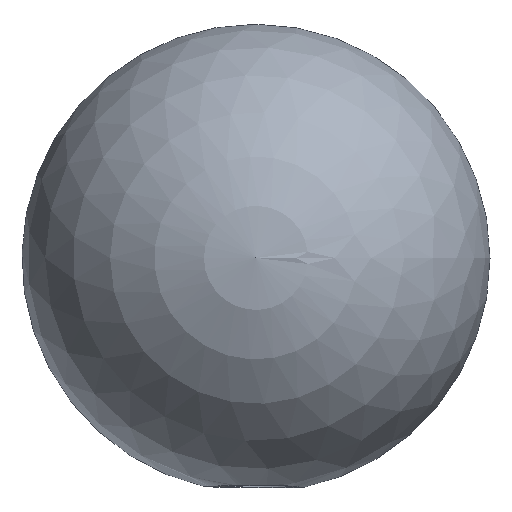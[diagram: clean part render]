
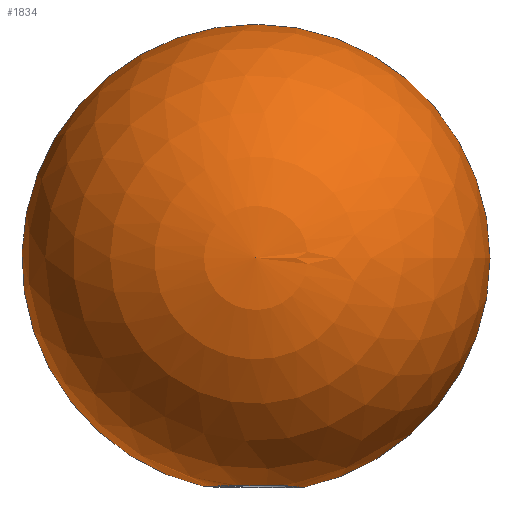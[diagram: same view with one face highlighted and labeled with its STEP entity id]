
A CAD part, top view. The second image highlights one B-rep face of the part: STEP entity #1834.
In plain terms, the highlighted spherical face has radius 15 mm.
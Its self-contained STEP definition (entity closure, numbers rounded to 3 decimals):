
#2 = EDGE_CURVE ( 'NONE', #1828, #1868, #1416, .T. ) ;
#20 = B_SPLINE_CURVE_WITH_KNOTS ( 'NONE', 3,
 ( #630, #2352, #1722, #2527, #1483, #2542, #1304, #680 ),
 .UNSPECIFIED., .F., .F.,
 ( 4, 2, 2, 4 ),
 ( 0., 0.001, 0.002, 0.003 ),
 .UNSPECIFIED. ) ;
#181 = CARTESIAN_POINT ( 'NONE',  ( -1.732, -14.581, 3.085 ) ) ;
#194 = CARTESIAN_POINT ( 'NONE',  ( 2.488, -14.628, 2.204 ) ) ;
#252 = CARTESIAN_POINT ( 'NONE',  ( -1.436, -14.576, 3.237 ) ) ;
#280 = ORIENTED_EDGE ( 'NONE', *, *, #2071, .F. ) ;
#283 = CARTESIAN_POINT ( 'NONE',  ( -3.315, -14.629, 0. ) ) ;
#368 = CARTESIAN_POINT ( 'NONE',  ( -3.15, -14.611, 1.303 ) ) ;
#374 = CARTESIAN_POINT ( 'NONE',  ( 3., -14.697, 0. ) ) ;
#380 = VERTEX_POINT ( 'NONE', #1571 ) ;
#393 = CARTESIAN_POINT ( 'NONE',  ( 2.578, -14.633, 2.063 ) ) ;
#506 = ORIENTED_EDGE ( 'NONE', *, *, #2, .F. ) ;
#519 = ORIENTED_EDGE ( 'NONE', *, *, #977, .T. ) ;
#585 = CARTESIAN_POINT ( 'NONE',  ( -3.334, -14.625, 0.328 ) ) ;
#610 = CARTESIAN_POINT ( 'NONE',  ( 1.419, -14.582, 3.224 ) ) ;
#622 = CARTESIAN_POINT ( 'NONE',  ( 3., -14.697, 0. ) ) ;
#630 = CARTESIAN_POINT ( 'NONE',  ( 1.274, -14.576, 3.304 ) ) ;
#680 = CARTESIAN_POINT ( 'NONE',  ( -1.436, -14.576, 3.237 ) ) ;
#701 = ORIENTED_EDGE ( 'NONE', *, *, #1318, .F. ) ;
#829 = ORIENTED_EDGE ( 'NONE', *, *, #2535, .F. ) ;
#923 = B_SPLINE_CURVE_WITH_KNOTS ( 'NONE', 3,
 ( #2211, #181, #2464, #2024, #1590, #2661, #2673, #2476, #368, #1811, #585, #1212 ),
 .UNSPECIFIED., .F., .F.,
 ( 4, 2, 2, 2, 2, 4 ),
 ( 0., 0.001, 0.001, 0.002, 0.003, 0.004 ),
 .UNSPECIFIED. ) ;
#977 = EDGE_CURVE ( 'NONE', #1828, #380, #2331, .T. ) ;
#1002 = CARTESIAN_POINT ( 'NONE',  ( 0., 0., 0. ) ) ;
#1014 = DIRECTION ( 'NONE',  ( -1., 0., 0. ) ) ;
#1017 = CARTESIAN_POINT ( 'NONE',  ( 2.29, -14.618, 2.468 ) ) ;
#1027 = CARTESIAN_POINT ( 'NONE',  ( 2.907, -14.658, 1.31 ) ) ;
#1052 = CARTESIAN_POINT ( 'NONE',  ( 2.734, -14.643, 1.771 ) ) ;
#1083 = VERTEX_POINT ( 'NONE', #283 ) ;
#1169 = VERTEX_POINT ( 'NONE', #252 ) ;
#1212 = CARTESIAN_POINT ( 'NONE',  ( -3.315, -14.629, 0. ) ) ;
#1231 = FACE_OUTER_BOUND ( 'NONE', #1414, .T. ) ;
#1246 = CARTESIAN_POINT ( 'NONE',  ( 1.823, -14.598, 2.935 ) ) ;
#1304 = CARTESIAN_POINT ( 'NONE',  ( -1.223, -14.576, 3.332 ) ) ;
#1318 = EDGE_CURVE ( 'NONE', #1083, #380, #2470, .T. ) ;
#1333 = AXIS2_PLACEMENT_3D ( 'NONE', #2057, #2045, #2653 ) ;
#1414 = EDGE_LOOP ( 'NONE', ( #701, #280, #829, #506, #519 ) ) ;
#1416 = B_SPLINE_CURVE_WITH_KNOTS ( 'NONE', 3,
 ( #622, #1428, #1661, #1880, #1027, #2256, #1052, #393, #194, #1017, #2485, #1454, #1246, #1674, #610, #1478 ),
 .UNSPECIFIED., .F., .F.,
 ( 4, 2, 2, 2, 2, 2, 2, 4 ),
 ( 0., 0.001, 0.001, 0.002, 0.002, 0.003, 0.003, 0.004 ),
 .UNSPECIFIED. ) ;
#1428 = CARTESIAN_POINT ( 'NONE',  ( 3.045, -14.688, 0.33 ) ) ;
#1454 = CARTESIAN_POINT ( 'NONE',  ( 1.949, -14.603, 2.825 ) ) ;
#1460 = CARTESIAN_POINT ( 'NONE',  ( 1.274, -14.576, 3.304 ) ) ;
#1478 = CARTESIAN_POINT ( 'NONE',  ( 1.274, -14.576, 3.304 ) ) ;
#1483 = CARTESIAN_POINT ( 'NONE',  ( -0.549, -14.576, 3.506 ) ) ;
#1525 = DIRECTION ( 'NONE',  ( 0., 0., 1. ) ) ;
#1571 = CARTESIAN_POINT ( 'NONE',  ( 0., 15., 0. ) ) ;
#1590 = CARTESIAN_POINT ( 'NONE',  ( -2.477, -14.594, 2.434 ) ) ;
#1606 = CARTESIAN_POINT ( 'NONE',  ( 0., 0., 0. ) ) ;
#1661 = CARTESIAN_POINT ( 'NONE',  ( 3.037, -14.678, 0.659 ) ) ;
#1674 = CARTESIAN_POINT ( 'NONE',  ( 1.558, -14.587, 3.134 ) ) ;
#1722 = CARTESIAN_POINT ( 'NONE',  ( 0.376, -14.576, 3.552 ) ) ;
#1811 = CARTESIAN_POINT ( 'NONE',  ( -3.304, -14.62, 0.664 ) ) ;
#1828 = VERTEX_POINT ( 'NONE', #374 ) ;
#1834 = ADVANCED_FACE ( 'NONE', ( #1231 ), #2666, .T. ) ;
#1868 = VERTEX_POINT ( 'NONE', #1460 ) ;
#1880 = CARTESIAN_POINT ( 'NONE',  ( 2.949, -14.663, 1.149 ) ) ;
#2024 = CARTESIAN_POINT ( 'NONE',  ( -2.363, -14.591, 2.556 ) ) ;
#2045 = DIRECTION ( 'NONE',  ( 0., 0., -1. ) ) ;
#2057 = CARTESIAN_POINT ( 'NONE',  ( 0., 0., 0. ) ) ;
#2071 = EDGE_CURVE ( 'NONE', #1169, #1083, #923, .T. ) ;
#2072 = DIRECTION ( 'NONE',  ( 0., 0., -1. ) ) ;
#2211 = CARTESIAN_POINT ( 'NONE',  ( -1.436, -14.576, 3.237 ) ) ;
#2256 = CARTESIAN_POINT ( 'NONE',  ( 2.799, -14.648, 1.62 ) ) ;
#2292 = AXIS2_PLACEMENT_3D ( 'NONE', #1002, #2072, #1014 ) ;
#2331 = CIRCLE ( 'NONE', #2507, 15. ) ;
#2350 = DIRECTION ( 'NONE',  ( 1., 0., 0. ) ) ;
#2352 = CARTESIAN_POINT ( 'NONE',  ( 0.839, -14.576, 3.472 ) ) ;
#2464 = CARTESIAN_POINT ( 'NONE',  ( -2.001, -14.585, 2.896 ) ) ;
#2470 = CIRCLE ( 'NONE', #2292, 15. ) ;
#2476 = CARTESIAN_POINT ( 'NONE',  ( -3.024, -14.607, 1.616 ) ) ;
#2485 = CARTESIAN_POINT ( 'NONE',  ( 2.182, -14.613, 2.592 ) ) ;
#2507 = AXIS2_PLACEMENT_3D ( 'NONE', #1606, #1525, #2350 ) ;
#2527 = CARTESIAN_POINT ( 'NONE',  ( -0.32, -14.576, 3.534 ) ) ;
#2535 = EDGE_CURVE ( 'NONE', #1868, #1169, #20, .T. ) ;
#2542 = CARTESIAN_POINT ( 'NONE',  ( -1.001, -14.576, 3.405 ) ) ;
#2653 = DIRECTION ( 'NONE',  ( 1., 0., 0. ) ) ;
#2661 = CARTESIAN_POINT ( 'NONE',  ( -2.682, -14.598, 2.176 ) ) ;
#2666 = SPHERICAL_SURFACE ( 'NONE', #1333, 15. ) ;
#2673 = CARTESIAN_POINT ( 'NONE',  ( -2.775, -14.6, 2.041 ) ) ;
